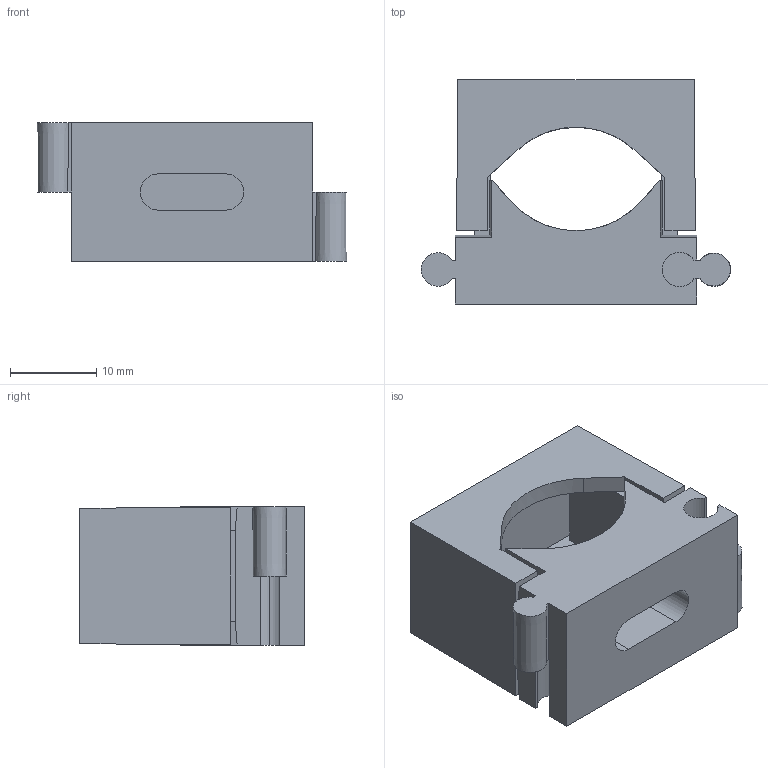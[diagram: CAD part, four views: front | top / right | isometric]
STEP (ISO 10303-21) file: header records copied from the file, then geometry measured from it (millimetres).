
FILE_DESCRIPTION (( 'STEP AP214' ), '1' );
FILE_NAME ('2250209.stp', '2019-06-18T11:13:10', ( '' ), ( '' ), 'SwSTEP 2.0', 'SolidWorks 2018', '' );
FILE_SCHEMA (( 'AUTOMOTIVE_DESIGN' ));
Length unit declared in the file: millimetre
Products named in the file (3): ES130-03-02_12-20 LGR 06514154; ES130-03-01_12-20 LGR 06514162; 2250209
Assembly tree (2 placements, depth 2):
  2250209
    ES130-03-01_12-20 LGR 06514162
    ES130-03-02_12-20 LGR 06514154
Bounding box: 35.88 x 26 x 16 mm (x, y, z)
Volume: 5369.5 mm3; surface area: 6712.5 mm2
Topology: 2 solids, 2 shells, 239 faces, 701 edges, 466 vertices
Faces by surface type: plane 174, cylinder 63, cone 2
Entity records: 7939 total; most frequent: CARTESIAN_POINT 1639, ORIENTED_EDGE 1402, DIRECTION 1171, EDGE_CURVE 701, LINE 567, VECTOR 567, VERTEX_POINT 466, AXIS2_PLACEMENT_3D 302
